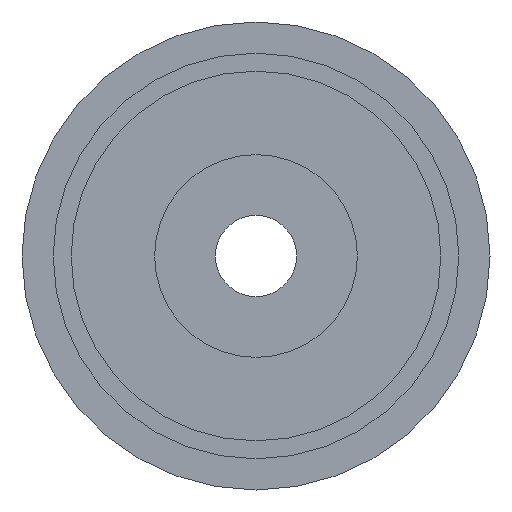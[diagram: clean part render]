
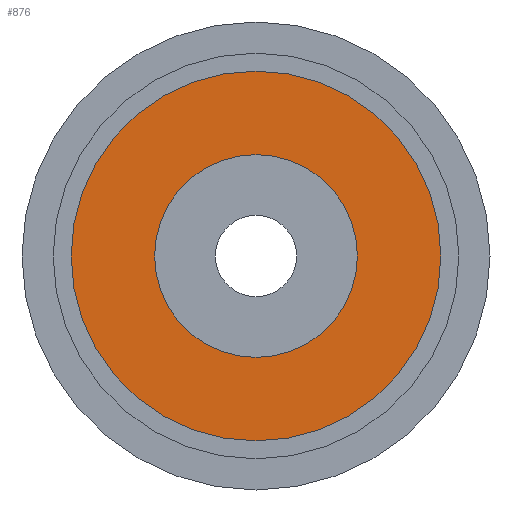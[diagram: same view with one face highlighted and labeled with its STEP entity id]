
A CAD part, front view. The second image highlights one B-rep face of the part: STEP entity #876.
In plain terms, the highlighted planar face has unit normal (0, -1, 0).
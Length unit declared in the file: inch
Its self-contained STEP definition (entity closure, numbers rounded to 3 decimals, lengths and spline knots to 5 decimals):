
#9 = EDGE_CURVE ( 'NONE', #113, #114, #886, .T. ) ;
#113 = VERTEX_POINT ( 'NONE', #297 ) ;
#114 = VERTEX_POINT ( 'NONE', #298 ) ;
#117 = VERTEX_POINT ( 'NONE', #301 ) ;
#118 = VERTEX_POINT ( 'NONE', #302 ) ;
#187 = ORIENTED_EDGE ( 'NONE', *, *, #262, .T. ) ;
#188 = ORIENTED_EDGE ( 'NONE', *, *, #9, .F. ) ;
#190 = ORIENTED_EDGE ( 'NONE', *, *, #259, .T. ) ;
#191 = ORIENTED_EDGE ( 'NONE', *, *, #263, .F. ) ;
#207 = AXIS2_PLACEMENT_3D ( 'NONE', #310, #311, #312 ) ;
#228 = AXIS2_PLACEMENT_3D ( 'NONE', #316, #320, #321 ) ;
#229 = AXIS2_PLACEMENT_3D ( 'NONE', #322, #323, #324 ) ;
#232 = DIRECTION ( 'NONE',  ( 0., 0., -1. ) ) ;
#245 = AXIS2_PLACEMENT_3D ( 'NONE', #820, #819, #232 ) ;
#259 = EDGE_CURVE ( 'NONE', #117, #118, #892, .T. ) ;
#262 = EDGE_CURVE ( 'NONE', #118, #117, #889, .T. ) ;
#263 = EDGE_CURVE ( 'NONE', #114, #113, #890, .T. ) ;
#297 = CARTESIAN_POINT ( 'NONE',  ( 0., 0., 0.325 ) ) ;
#298 = CARTESIAN_POINT ( 'NONE',  ( 0., 0., -0.325 ) ) ;
#301 = CARTESIAN_POINT ( 'NONE',  ( 0., 0., -0.5925 ) ) ;
#302 = CARTESIAN_POINT ( 'NONE',  ( 0., 0., 0.5925 ) ) ;
#310 = CARTESIAN_POINT ( 'NONE',  ( 0., 0., 0. ) ) ;
#311 = DIRECTION ( 'NONE',  ( 0., -1., 0. ) ) ;
#312 = DIRECTION ( 'NONE',  ( 0., 0., -1. ) ) ;
#316 = CARTESIAN_POINT ( 'NONE',  ( 0., 0., 0. ) ) ;
#320 = DIRECTION ( 'NONE',  ( 0., -1., 0. ) ) ;
#321 = DIRECTION ( 'NONE',  ( 0., 0., -1. ) ) ;
#322 = CARTESIAN_POINT ( 'NONE',  ( 0., 0., 0. ) ) ;
#323 = DIRECTION ( 'NONE',  ( 0., -1., 0. ) ) ;
#324 = DIRECTION ( 'NONE',  ( 0., 0., -1. ) ) ;
#585 = PLANE ( 'NONE',  #675 ) ;
#586 = CARTESIAN_POINT ( 'NONE',  ( 0., 0., 0. ) ) ;
#587 = DIRECTION ( 'NONE',  ( 0., -1., 0. ) ) ;
#588 = DIRECTION ( 'NONE',  ( 0., 0., -1. ) ) ;
#664 = FACE_OUTER_BOUND ( 'NONE', #726, .T. ) ;
#672 = FACE_BOUND ( 'NONE', #727, .T. ) ;
#675 = AXIS2_PLACEMENT_3D ( 'NONE', #586, #587, #588 ) ;
#726 = EDGE_LOOP ( 'NONE', ( #187, #190 ) ) ;
#727 = EDGE_LOOP ( 'NONE', ( #188, #191 ) ) ;
#819 = DIRECTION ( 'NONE',  ( 0., -1., 0. ) ) ;
#820 = CARTESIAN_POINT ( 'NONE',  ( 0., 0., 0. ) ) ;
#876 = ADVANCED_FACE ( 'NONE', ( #664, #672 ), #585, .T. ) ;
#886 = CIRCLE ( 'NONE', #245, 0.325 ) ;
#889 = CIRCLE ( 'NONE', #228, 0.5925 ) ;
#890 = CIRCLE ( 'NONE', #229, 0.325 ) ;
#892 = CIRCLE ( 'NONE', #207, 0.5925 ) ;
